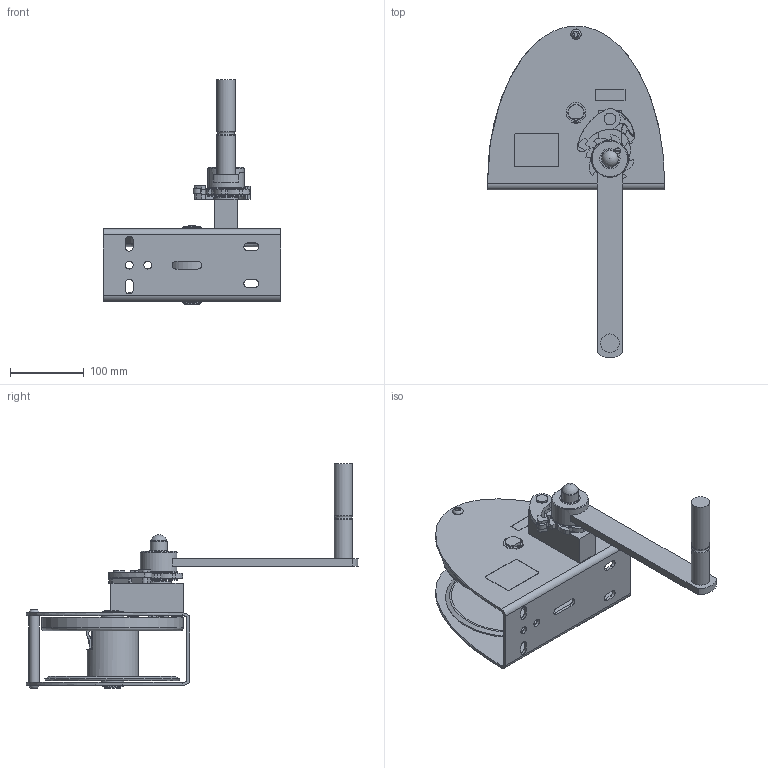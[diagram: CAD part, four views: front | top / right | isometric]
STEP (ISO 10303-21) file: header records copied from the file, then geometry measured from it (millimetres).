
FILE_DESCRIPTION(('STEP AP214'),'1');
FILE_NAME('PMH Vinsch KWV650.stp','2013-06-19T13:31:15',(' '),(' '),'Spatial InterOp 3D',' ',' ');
FILE_SCHEMA(('automotive_design'));
Length unit declared in the file: metre
Products named in the file (4): PMH Vinsch KWV650; 3; 2; 1
Assembly tree (3 placements, depth 2):
  PMH Vinsch KWV650
    3
    2
    1
Bounding box: 240 x 449.91 x 304.83 mm (x, y, z)
Volume: 1404130.1 mm3; surface area: 452778.4 mm2
Topology: 3 solids, 3 shells, 717 faces, 1937 edges, 1266 vertices
Faces by surface type: cylinder 366, plane 218, cone 73, bspline 34, torus 16, extrusion 7, sphere 3
Full cylindrical faces by diameter (mm): 2 x4, 6 x1, 6.466 x1, 10.5 x2, 12 x2, 14 x4, 14.1 x1, 15 x1, 15.24 x3, 16 x1, 18.5 x1, 19 x1, 22 x4, 22.2 x1, 23 x2, 24 x1, 25 x2, 30 x1, 31.5 x2, 34 x3, 36 x2, 50 x2, 70 x1, 81 x1, 188 x1, 192 x1
Entity records: 33761 total; most frequent: CARTESIAN_POINT 10055, DIRECTION 3845, ORIENTED_EDGE 3680, EDGE_CURVE 1840, AXIS2_PLACEMENT_3D 1534, VERTEX_POINT 1245, EDGE_LOOP 864, CIRCLE 847
